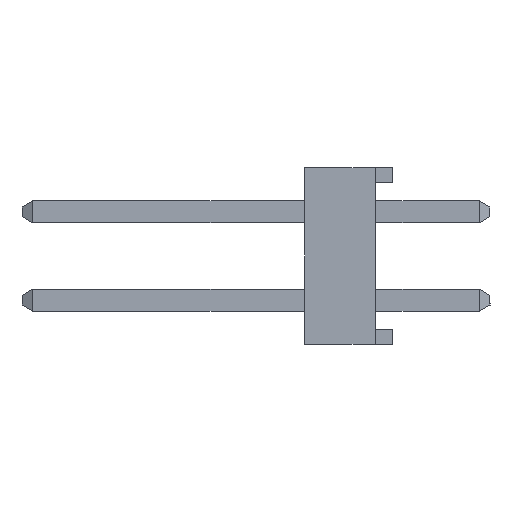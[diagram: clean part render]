
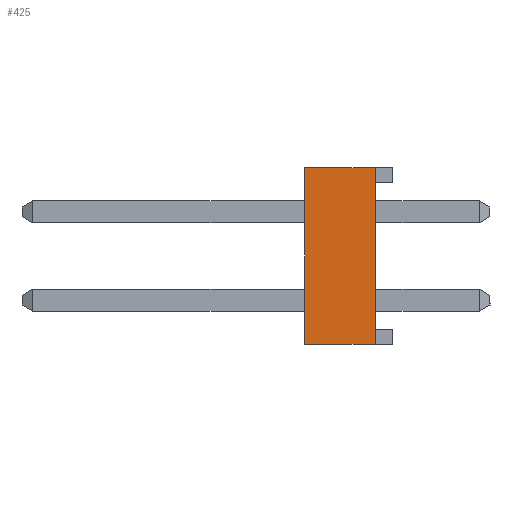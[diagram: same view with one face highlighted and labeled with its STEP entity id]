
A CAD part, left-side view. The second image highlights one B-rep face of the part: STEP entity #425.
In plain terms, the highlighted planar face has unit normal (-1, 0, 0).
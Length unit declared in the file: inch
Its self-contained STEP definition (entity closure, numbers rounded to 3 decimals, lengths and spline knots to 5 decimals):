
#425 = ADVANCED_FACE( '', ( #2773 ), #2774, .F. );
#2773 = FACE_OUTER_BOUND( '', #7150, .T. );
#2774 = PLANE( '', #7151 );
#7150 = EDGE_LOOP( '', ( #12918, #12919, #12920, #12921 ) );
#7151 = AXIS2_PLACEMENT_3D( '', #12922, #12923, #12924 );
#12918 = ORIENTED_EDGE( '', *, *, #28609, .F. );
#12919 = ORIENTED_EDGE( '', *, *, #28602, .F. );
#12920 = ORIENTED_EDGE( '', *, *, #28001, .F. );
#12921 = ORIENTED_EDGE( '', *, *, #28610, .T. );
#12922 = CARTESIAN_POINT( '', ( -1.25, 0.1, -0.1 ) );
#12923 = DIRECTION( '', ( 1., 0., 0. ) );
#12924 = DIRECTION( '', ( 0., 0., -1. ) );
#28001 = EDGE_CURVE( '', #33483, #33479, #33485, .T. );
#28602 = EDGE_CURVE( '', #33479, #34485, #34486, .T. );
#28609 = EDGE_CURVE( '', #34485, #34497, #34498, .T. );
#28610 = EDGE_CURVE( '', #33483, #34497, #34499, .T. );
#33479 = VERTEX_POINT( '', #42169 );
#33483 = VERTEX_POINT( '', #42175 );
#33485 = LINE( '', #42178, #42179 );
#34485 = VERTEX_POINT( '', #43779 );
#34486 = LINE( '', #43780, #43781 );
#34497 = VERTEX_POINT( '', #43798 );
#34498 = LINE( '', #43799, #43800 );
#34499 = LINE( '', #43801, #43802 );
#42169 = CARTESIAN_POINT( '', ( -1.25, 0.1, 0.1 ) );
#42175 = CARTESIAN_POINT( '', ( -1.25, 0.1, -0.1 ) );
#42178 = CARTESIAN_POINT( '', ( -1.25, 0.1, -0.1 ) );
#42179 = VECTOR( '', #55233, 39.37008 );
#43779 = CARTESIAN_POINT( '', ( -1.25, 0.02, 0.1 ) );
#43780 = CARTESIAN_POINT( '', ( -1.25, 0.1, 0.1 ) );
#43781 = VECTOR( '', #55834, 39.37008 );
#43798 = CARTESIAN_POINT( '', ( -1.25, 0.02, -0.1 ) );
#43799 = CARTESIAN_POINT( '', ( -1.25, 0.02, -0.1 ) );
#43800 = VECTOR( '', #55841, 39.37008 );
#43801 = CARTESIAN_POINT( '', ( -1.25, 0.1, -0.1 ) );
#43802 = VECTOR( '', #55842, 39.37008 );
#55233 = DIRECTION( '', ( 0., 0., 1. ) );
#55834 = DIRECTION( '', ( 0., -1., 0. ) );
#55841 = DIRECTION( '', ( 0., 0., -1. ) );
#55842 = DIRECTION( '', ( 0., -1., 0. ) );
